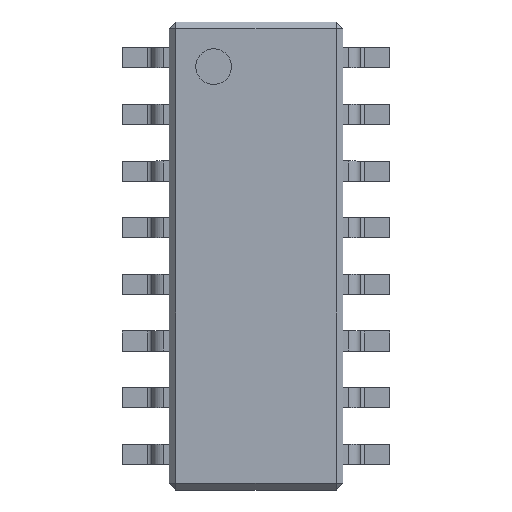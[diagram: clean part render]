
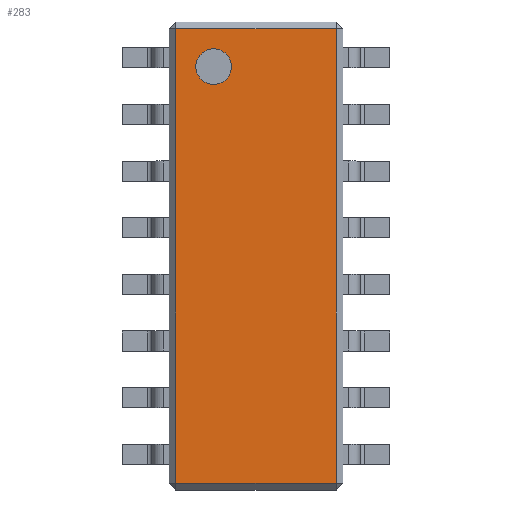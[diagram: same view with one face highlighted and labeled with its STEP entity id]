
A CAD part, top view. The second image highlights one B-rep face of the part: STEP entity #283.
In plain terms, the highlighted planar face has unit normal (0, 0, 1).
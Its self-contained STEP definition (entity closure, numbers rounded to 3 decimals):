
#13=DIRECTION('',(0.,0.,1.));
#14=DIRECTION('',(1.,0.,0.));
#79=VECTOR('',#80,1.);
#80=DIRECTION('',(0.,1.,0.));
#154=VERTEX_POINT('',#155);
#155=CARTESIAN_POINT('',(-1.8,-5.095,1.75));
#162=VERTEX_POINT('',#163);
#163=CARTESIAN_POINT('',(-1.8,5.095,1.75));
#168=ORIENTED_EDGE('',*,*,#169,.F.);
#169=EDGE_CURVE('',#154,#162,#170,.T.);
#170=LINE('',#171,#79);
#171=CARTESIAN_POINT('',(-1.8,-5.245,1.75));
#240=VECTOR('',#14,1.);
#283=ADVANCED_FACE('',(#284,#302),#311,.T.);
#284=FACE_BOUND('',#285,.T.);
#285=EDGE_LOOP('',(#168,#286,#292,#298));
#286=ORIENTED_EDGE('',*,*,#287,.T.);
#287=EDGE_CURVE('',#154,#288,#290,.T.);
#288=VERTEX_POINT('',#289);
#289=CARTESIAN_POINT('',(1.8,-5.095,1.75));
#290=LINE('',#291,#240);
#291=CARTESIAN_POINT('',(-1.95,-5.095,1.75));
#292=ORIENTED_EDGE('',*,*,#293,.T.);
#293=EDGE_CURVE('',#288,#294,#296,.T.);
#294=VERTEX_POINT('',#295);
#295=CARTESIAN_POINT('',(1.8,5.095,1.75));
#296=LINE('',#297,#79);
#297=CARTESIAN_POINT('',(1.8,-5.245,1.75));
#298=ORIENTED_EDGE('',*,*,#299,.F.);
#299=EDGE_CURVE('',#162,#294,#300,.T.);
#300=LINE('',#301,#240);
#301=CARTESIAN_POINT('',(-1.95,5.095,1.75));
#302=FACE_BOUND('',#303,.T.);
#303=EDGE_LOOP('',(#304));
#304=ORIENTED_EDGE('',*,*,#305,.F.);
#305=EDGE_CURVE('',#306,#306,#308,.T.);
#306=VERTEX_POINT('',#307);
#307=CARTESIAN_POINT('',(-0.55,4.245,1.75));
#308=CIRCLE('',#309,0.4);
#309=AXIS2_PLACEMENT_3D('',#310,#13,#14);
#310=CARTESIAN_POINT('',(-0.95,4.245,1.75));
#311=PLANE('',#312);
#312=AXIS2_PLACEMENT_3D('',#313,#13,#14);
#313=CARTESIAN_POINT('',(-1.95,-5.245,1.75));
